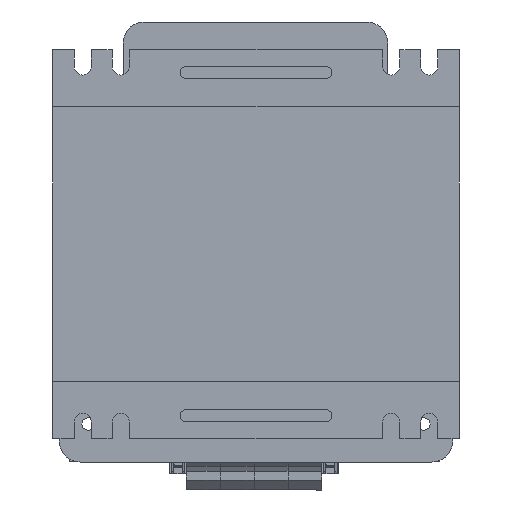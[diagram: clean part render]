
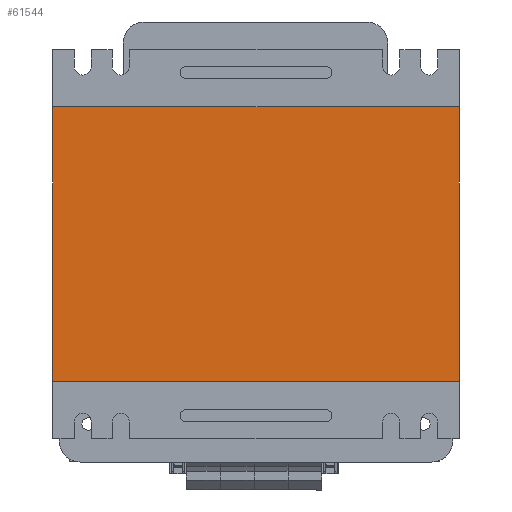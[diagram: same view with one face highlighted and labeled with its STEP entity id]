
A CAD part, front view. The second image highlights one B-rep face of the part: STEP entity #61544.
In plain terms, the highlighted planar face has unit normal (0, -1, 0).
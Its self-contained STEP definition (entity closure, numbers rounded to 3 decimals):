
#818 = DIRECTION ( 'NONE',  ( 0., 0., -1. ) ) ;
#1599 = CARTESIAN_POINT ( 'NONE',  ( -201.761, 0., 130. ) ) ;
#5627 = CARTESIAN_POINT ( 'NONE',  ( -201.761, 0., 130. ) ) ;
#7934 = CARTESIAN_POINT ( 'NONE',  ( -201.761, 0., 0. ) ) ;
#9698 = VECTOR ( 'NONE', #21008, 1000. ) ;
#11338 = LINE ( 'NONE', #52418, #20356 ) ;
#11788 = FACE_OUTER_BOUND ( 'NONE', #30801, .T. ) ;
#12447 = DIRECTION ( 'NONE',  ( 0., 1., 0. ) ) ;
#20356 = VECTOR ( 'NONE', #818, 1000. ) ;
#21008 = DIRECTION ( 'NONE',  ( 1., 0., 0. ) ) ;
#27106 = CARTESIAN_POINT ( 'NONE',  ( -201.761, 0., 130. ) ) ;
#27197 = EDGE_CURVE ( 'NONE', #66998, #51079, #35818, .T. ) ;
#27236 = EDGE_CURVE ( 'NONE', #36854, #66998, #61260, .T. ) ;
#30398 = DIRECTION ( 'NONE',  ( 1., 0., 0. ) ) ;
#30737 = CARTESIAN_POINT ( 'NONE',  ( -9.761, 0., 0. ) ) ;
#30801 = EDGE_LOOP ( 'NONE', ( #55839, #53651, #67134, #37260 ) ) ;
#32493 = PLANE ( 'NONE',  #54659 ) ;
#32529 = LINE ( 'NONE', #27106, #9698 ) ;
#33147 = DIRECTION ( 'NONE',  ( 0., 0., 1. ) ) ;
#35818 = LINE ( 'NONE', #48260, #40488 ) ;
#36854 = VERTEX_POINT ( 'NONE', #46452 ) ;
#37260 = ORIENTED_EDGE ( 'NONE', *, *, #27236, .T. ) ;
#40488 = VECTOR ( 'NONE', #30398, 1000. ) ;
#40573 = DIRECTION ( 'NONE',  ( 0., 0., -1. ) ) ;
#41624 = EDGE_CURVE ( 'NONE', #36854, #43075, #32529, .T. ) ;
#43075 = VERTEX_POINT ( 'NONE', #51567 ) ;
#43600 = EDGE_CURVE ( 'NONE', #43075, #51079, #11338, .T. ) ;
#46452 = CARTESIAN_POINT ( 'NONE',  ( -201.761, 0., 130. ) ) ;
#48260 = CARTESIAN_POINT ( 'NONE',  ( -201.761, 0., 0. ) ) ;
#51079 = VERTEX_POINT ( 'NONE', #30737 ) ;
#51567 = CARTESIAN_POINT ( 'NONE',  ( -9.761, 0., 130. ) ) ;
#52418 = CARTESIAN_POINT ( 'NONE',  ( -9.761, 0., 130. ) ) ;
#53651 = ORIENTED_EDGE ( 'NONE', *, *, #43600, .F. ) ;
#54659 = AXIS2_PLACEMENT_3D ( 'NONE', #1599, #12447, #33147 ) ;
#55839 = ORIENTED_EDGE ( 'NONE', *, *, #27197, .T. ) ;
#57826 = VECTOR ( 'NONE', #40573, 1000. ) ;
#61260 = LINE ( 'NONE', #5627, #57826 ) ;
#61544 = ADVANCED_FACE ( 'NONE', ( #11788 ), #32493, .F. ) ;
#66998 = VERTEX_POINT ( 'NONE', #7934 ) ;
#67134 = ORIENTED_EDGE ( 'NONE', *, *, #41624, .F. ) ;
